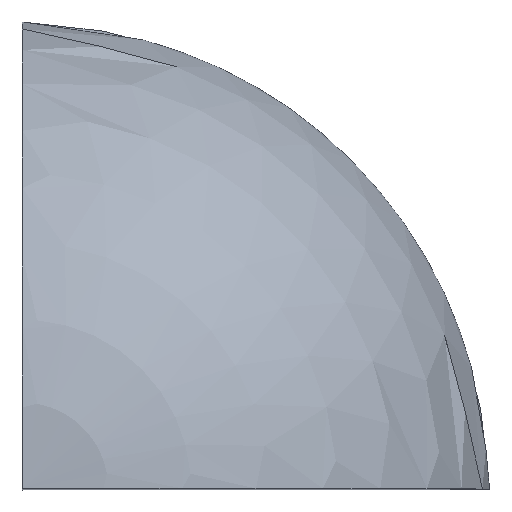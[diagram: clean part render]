
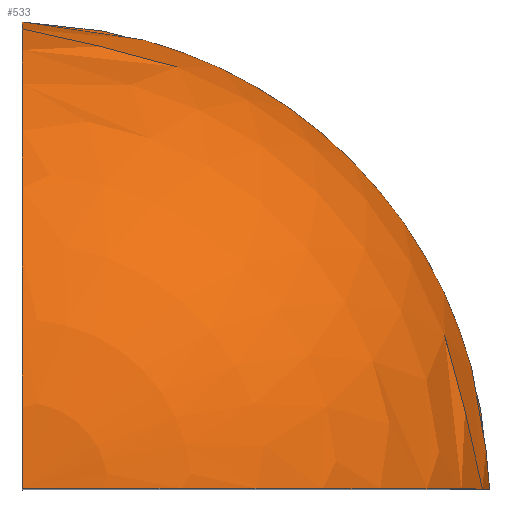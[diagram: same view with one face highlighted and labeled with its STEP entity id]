
A CAD part, top view. The second image highlights one B-rep face of the part: STEP entity #533.
In plain terms, the highlighted spherical face has radius 10 mm.
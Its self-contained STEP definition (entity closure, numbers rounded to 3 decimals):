
#533 = ADVANCED_FACE('',(#534),#549,.T.);
#534 = FACE_BOUND('',#535,.T.);
#535 = EDGE_LOOP('',(#536,#560));
#536 = ORIENTED_EDGE('',*,*,#537,.T.);
#537 = EDGE_CURVE('',#538,#540,#542,.T.);
#538 = VERTEX_POINT('',#539);
#539 = CARTESIAN_POINT('',(0.,0.,-10.)
  );
#540 = VERTEX_POINT('',#541);
#541 = CARTESIAN_POINT('',(0.,0.,10.));
#542 = SURFACE_CURVE('',#543,(#548),.PCURVE_S1.);
#543 = CIRCLE('',#544,10.);
#544 = AXIS2_PLACEMENT_3D('',#545,#546,#547);
#545 = CARTESIAN_POINT('',(0.,0.,0.));
#546 = DIRECTION('',(1.,0.,-0.));
#547 = DIRECTION('',(0.,0.,1.));
#548 = PCURVE('',#549,#554);
#549 = SPHERICAL_SURFACE('',#550,10.);
#550 = AXIS2_PLACEMENT_3D('',#551,#552,#553);
#551 = CARTESIAN_POINT('',(0.,0.,0.));
#552 = DIRECTION('',(0.,0.,1.));
#553 = DIRECTION('',(1.,0.,-0.));
#554 = DEFINITIONAL_REPRESENTATION('',(#555),#559);
#555 = LINE('',#556,#557);
#556 = CARTESIAN_POINT('',(1.571,-4.712));
#557 = VECTOR('',#558,1.);
#558 = DIRECTION('',(-0.,1.));
#559 = ( GEOMETRIC_REPRESENTATION_CONTEXT(2) 
PARAMETRIC_REPRESENTATION_CONTEXT() REPRESENTATION_CONTEXT('2D SPACE',''
  ) );
#560 = ORIENTED_EDGE('',*,*,#561,.F.);
#561 = EDGE_CURVE('',#538,#540,#562,.T.);
#562 = SURFACE_CURVE('',#563,(#568),.PCURVE_S1.);
#563 = CIRCLE('',#564,10.);
#564 = AXIS2_PLACEMENT_3D('',#565,#566,#567);
#565 = CARTESIAN_POINT('',(0.,0.,0.));
#566 = DIRECTION('',(0.,-1.,0.));
#567 = DIRECTION('',(1.,0.,0.));
#568 = PCURVE('',#549,#569);
#569 = DEFINITIONAL_REPRESENTATION('',(#570),#574);
#570 = LINE('',#571,#572);
#571 = CARTESIAN_POINT('',(0.,-6.283));
#572 = VECTOR('',#573,1.);
#573 = DIRECTION('',(0.,1.));
#574 = ( GEOMETRIC_REPRESENTATION_CONTEXT(2) 
PARAMETRIC_REPRESENTATION_CONTEXT() REPRESENTATION_CONTEXT('2D SPACE',''
  ) );
